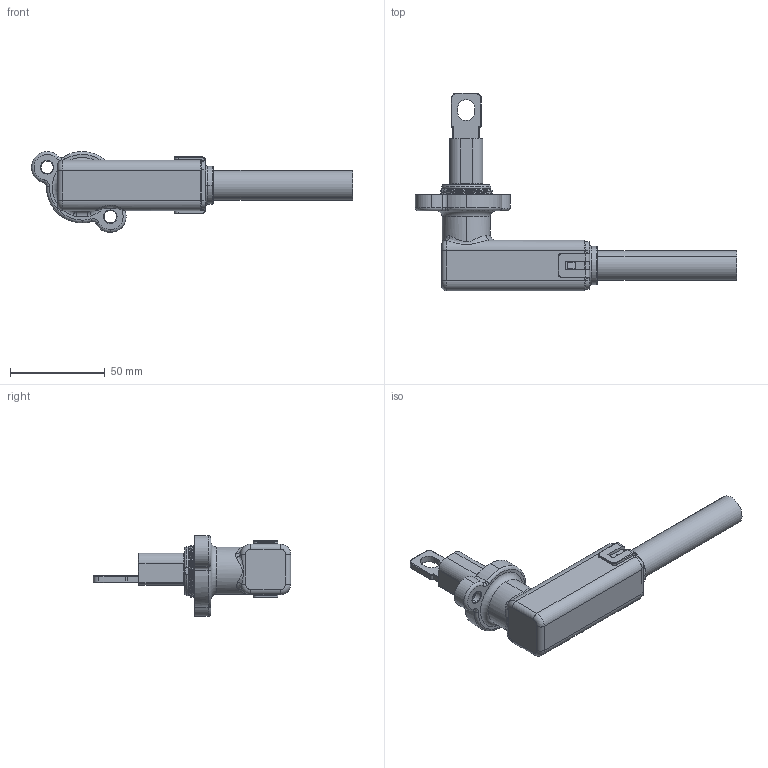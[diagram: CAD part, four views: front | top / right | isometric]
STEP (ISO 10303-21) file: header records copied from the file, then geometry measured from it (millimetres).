
FILE_DESCRIPTION (( 'STEP AP214' ), '1' );
FILE_NAME ('YGC1492-EV-P1P-200²åÍ·001.STEP', '2023-09-26T14:46:24', ( 'China' ), ( 'Microsoft' ), 'SwSTEP 2.0', 'SolidWorks 2018', '' );
FILE_SCHEMA (( 'AUTOMOTIVE_DESIGN' ));
Length unit declared in the file: millimetre
Products named in the file (1): YGC1492-EV-P1P-200脣芛001
Bounding box: 169.29 x 104.1 x 42.6 mm (x, y, z)
Volume: 99338.2 mm3; surface area: 36394.8 mm2
Topology: 3 solids, 5 shells, 853 faces, 2203 edges, 1352 vertices
Faces by surface type: plane 369, cylinder 218, torus 128, cone 90, bspline 38, sphere 10
Entity records: 36527 total; most frequent: CARTESIAN_POINT 6694, ORIENTED_EDGE 4394, DIRECTION 4332, EDGE_CURVE 2197, AXIS2_PLACEMENT_3D 1566, VERTEX_POINT 1352, LINE 1200, VECTOR 1200
